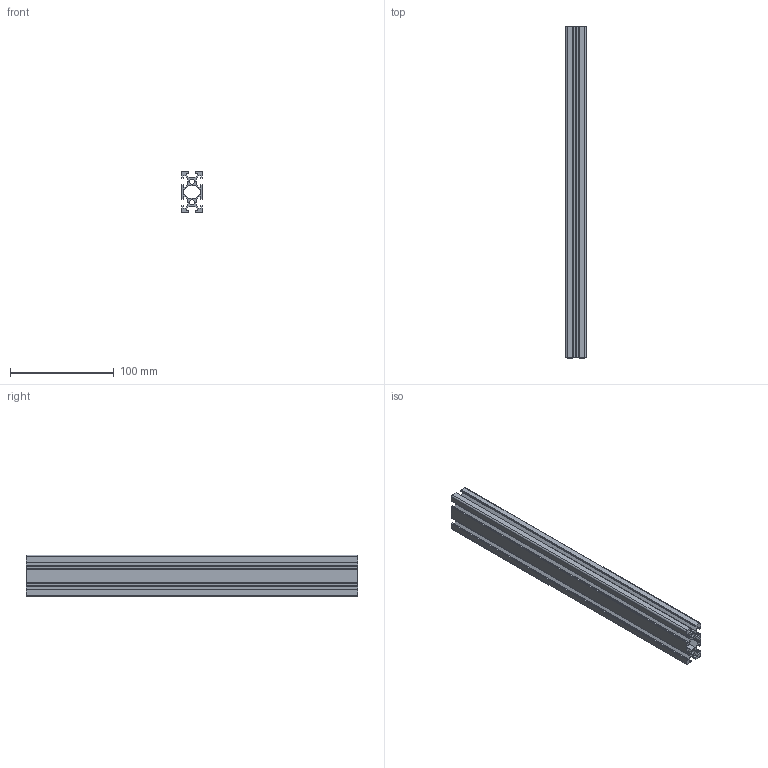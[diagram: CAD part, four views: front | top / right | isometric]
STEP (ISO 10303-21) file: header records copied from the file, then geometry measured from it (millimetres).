
FILE_DESCRIPTION(/* description */ (''),/* implementation_level */ '2;1');
FILE_NAME(/* name */ '2040_320mm_aluminum_profile.step',/* time_stamp */ '2024-03-06T18:26:24+08:00',/* author */ (''),/* organization */ (''),/* preprocessor_version */ 'ST-DEVELOPER v20',/* originating_system */ 'Autodesk Translation Framework v12.20.1.177',/* authorisation */ '');
FILE_SCHEMA (('AUTOMOTIVE_DESIGN { 1 0 10303 214 3 1 1 }'));
Length unit declared in the file: millimetre
Products named in the file (2): 写字机组装; 铝型材1
Assembly tree (1 placements, depth 2):
  写字机组装
    铝型材1
Bounding box: 20 x 320 x 40 mm (x, y, z)
Volume: 97186 mm3; surface area: 98916.9 mm2
Topology: 1 solids, 1 shells, 146 faces, 432 edges, 288 vertices
Faces by surface type: plane 120, cylinder 26
Full cylindrical faces by diameter (mm): 5 x2
Entity records: 4900 total; most frequent: CARTESIAN_POINT 869, ORIENTED_EDGE 864, DIRECTION 782, EDGE_CURVE 432, LINE 380, VECTOR 380, VERTEX_POINT 288, AXIS2_PLACEMENT_3D 201
